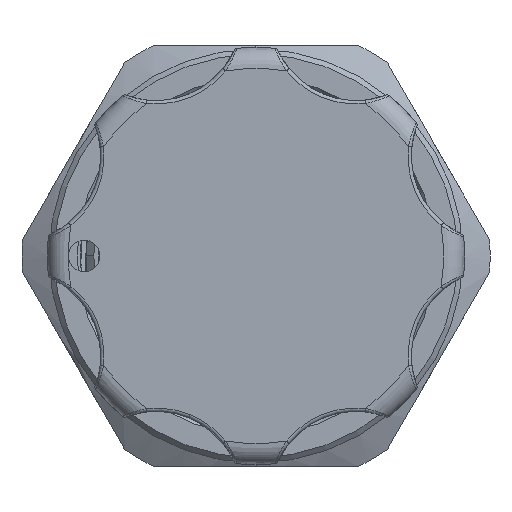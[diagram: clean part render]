
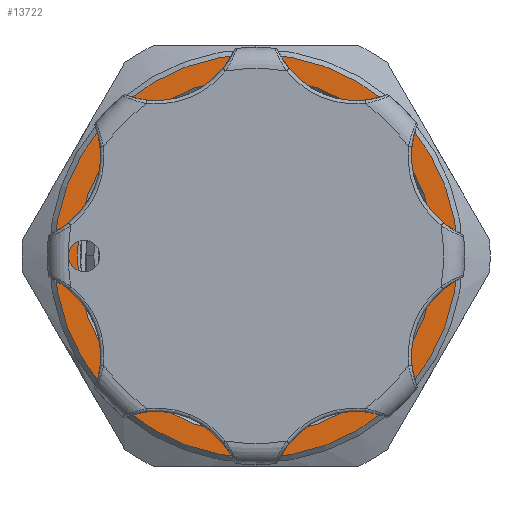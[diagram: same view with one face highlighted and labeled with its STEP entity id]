
A CAD part, left-side view. The second image highlights one B-rep face of the part: STEP entity #13722.
In plain terms, the highlighted planar face has unit normal (-1, 0, 0).
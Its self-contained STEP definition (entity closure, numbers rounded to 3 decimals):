
#1871 = CARTESIAN_POINT ( 'NONE',  ( 0., 0., 0. ) ) ;
#2317 = ORIENTED_EDGE ( 'NONE', *, *, #21150, .T. ) ;
#4610 = DIRECTION ( 'NONE',  ( 0., 0., 1. ) ) ;
#5080 = CIRCLE ( 'NONE', #16586, 10.2 ) ;
#5283 = FACE_OUTER_BOUND ( 'NONE', #10419, .T. ) ;
#6301 = CIRCLE ( 'NONE', #22254, 11.5 ) ;
#6674 = PLANE ( 'NONE',  #7828 ) ;
#7067 = ORIENTED_EDGE ( 'NONE', *, *, #7926, .T. ) ;
#7373 = VERTEX_POINT ( 'NONE', #30033 ) ;
#7782 = VERTEX_POINT ( 'NONE', #21794 ) ;
#7828 = AXIS2_PLACEMENT_3D ( 'NONE', #24819, #24927, #27151 ) ;
#7926 = EDGE_CURVE ( 'NONE', #7782, #26191, #28088, .T. ) ;
#7976 = ORIENTED_EDGE ( 'NONE', *, *, #20070, .T. ) ;
#10419 = EDGE_LOOP ( 'NONE', ( #7976, #7067 ) ) ;
#11535 = CARTESIAN_POINT ( 'NONE',  ( 0., 0., 0. ) ) ;
#13722 = ADVANCED_FACE ( 'NONE', ( #5283, #28893 ), #6674, .T. ) ;
#14208 = EDGE_LOOP ( 'NONE', ( #27192, #2317 ) ) ;
#14881 = EDGE_CURVE ( 'NONE', #7373, #25128, #19783, .T. ) ;
#15395 = CARTESIAN_POINT ( 'NONE',  ( 0., 0., 0. ) ) ;
#15735 = DIRECTION ( 'NONE',  ( 1., 0., 0. ) ) ;
#15936 = DIRECTION ( 'NONE',  ( 0., 0., 1. ) ) ;
#15972 = DIRECTION ( 'NONE',  ( -1., 0., 0. ) ) ;
#16545 = CARTESIAN_POINT ( 'NONE',  ( 0., 0., -10.2 ) ) ;
#16586 = AXIS2_PLACEMENT_3D ( 'NONE', #29843, #15735, #15936 ) ;
#18089 = DIRECTION ( 'NONE',  ( 1., 0., 0. ) ) ;
#19093 = AXIS2_PLACEMENT_3D ( 'NONE', #1871, #18089, #20735 ) ;
#19783 = CIRCLE ( 'NONE', #19093, 10.2 ) ;
#20070 = EDGE_CURVE ( 'NONE', #26191, #7782, #6301, .T. ) ;
#20735 = DIRECTION ( 'NONE',  ( 0., 0., 1. ) ) ;
#21150 = EDGE_CURVE ( 'NONE', #25128, #7373, #5080, .T. ) ;
#21794 = CARTESIAN_POINT ( 'NONE',  ( 0., 0., 11.5 ) ) ;
#22254 = AXIS2_PLACEMENT_3D ( 'NONE', #11535, #15972, #4610 ) ;
#22394 = DIRECTION ( 'NONE',  ( -1., 0., 0. ) ) ;
#22445 = CARTESIAN_POINT ( 'NONE',  ( 0., 0., -11.5 ) ) ;
#24528 = DIRECTION ( 'NONE',  ( 0., 0., 1. ) ) ;
#24819 = CARTESIAN_POINT ( 'NONE',  ( 0., 0., 0. ) ) ;
#24927 = DIRECTION ( 'NONE',  ( -1., 0., 0. ) ) ;
#25128 = VERTEX_POINT ( 'NONE', #16545 ) ;
#26191 = VERTEX_POINT ( 'NONE', #22445 ) ;
#27151 = DIRECTION ( 'NONE',  ( 0., 0., 1. ) ) ;
#27192 = ORIENTED_EDGE ( 'NONE', *, *, #14881, .T. ) ;
#27824 = AXIS2_PLACEMENT_3D ( 'NONE', #15395, #22394, #24528 ) ;
#28088 = CIRCLE ( 'NONE', #27824, 11.5 ) ;
#28893 = FACE_BOUND ( 'NONE', #14208, .T. ) ;
#29843 = CARTESIAN_POINT ( 'NONE',  ( 0., 0., 0. ) ) ;
#30033 = CARTESIAN_POINT ( 'NONE',  ( 0., 0., 10.2 ) ) ;
